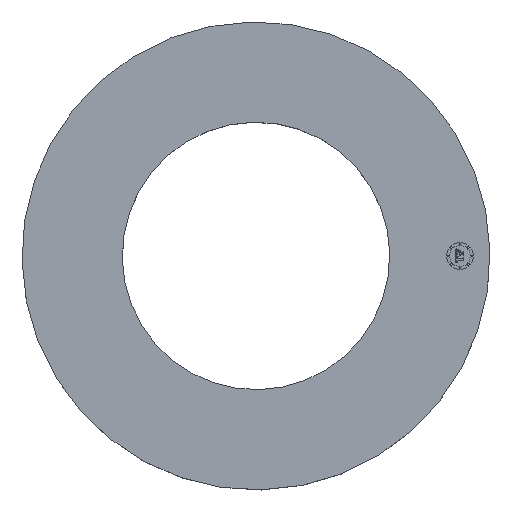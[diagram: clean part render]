
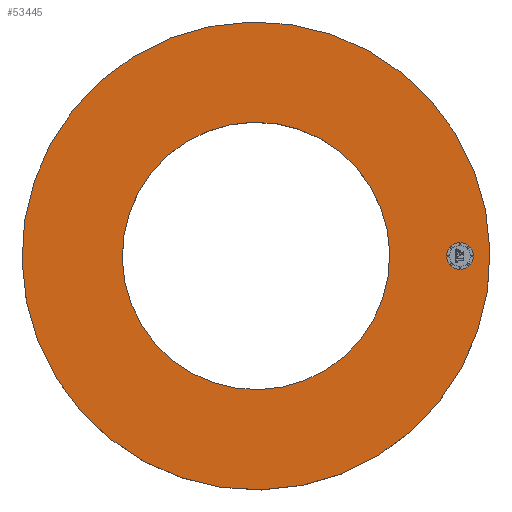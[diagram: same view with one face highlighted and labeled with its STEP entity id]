
A CAD part, top view. The second image highlights one B-rep face of the part: STEP entity #53445.
In plain terms, the highlighted planar face has unit normal (0, 0, 1).
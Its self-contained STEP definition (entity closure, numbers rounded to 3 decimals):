
#4131=AXIS2_PLACEMENT_3D('Circle Axis2P3D',#4129,#4130,$) ;
#4150=AXIS2_PLACEMENT_3D('Circle Axis2P3D',#4148,#4149,$) ;
#6218=AXIS2_PLACEMENT_3D('Circle Axis2P3D',#6216,#6217,$) ;
#6244=AXIS2_PLACEMENT_3D('Circle Axis2P3D',#6242,#6243,$) ;
#53417=AXIS2_PLACEMENT_3D('Plane Axis2P3D',#53414,#53415,#53416) ;
#53429=AXIS2_PLACEMENT_3D('Circle Axis2P3D',#53427,#53428,$) ;
#53438=AXIS2_PLACEMENT_3D('Circle Axis2P3D',#53436,#53437,$) ;
#4126=CARTESIAN_POINT('Vertex',(-4.195,-7.679,2.12)) ;
#4129=CARTESIAN_POINT('Axis2P3D Location',(0.,0.,2.12)) ;
#4133=CARTESIAN_POINT('Vertex',(4.195,7.679,2.12)) ;
#4148=CARTESIAN_POINT('Axis2P3D Location',(0.,0.,2.12)) ;
#6216=CARTESIAN_POINT('Axis2P3D Location',(0.,0.,2.12)) ;
#6220=CARTESIAN_POINT('Vertex',(2.397,4.388,2.12)) ;
#6222=CARTESIAN_POINT('Vertex',(-2.397,-4.388,2.12)) ;
#6242=CARTESIAN_POINT('Axis2P3D Location',(0.,0.,2.12)) ;
#53414=CARTESIAN_POINT('Axis2P3D Location',(0.,5.,2.12)) ;
#53427=CARTESIAN_POINT('Axis2P3D Location',(7.625,0.,2.12)) ;
#53431=CARTESIAN_POINT('Vertex',(7.625,-0.5,2.12)) ;
#53433=CARTESIAN_POINT('Vertex',(7.625,0.5,2.12)) ;
#53436=CARTESIAN_POINT('Axis2P3D Location',(7.625,0.,2.12)) ;
#4130=DIRECTION('Axis2P3D Direction',(0.,0.,-0.039)) ;
#4149=DIRECTION('Axis2P3D Direction',(0.,0.,-0.039)) ;
#6217=DIRECTION('Axis2P3D Direction',(0.,0.,-0.039)) ;
#6243=DIRECTION('Axis2P3D Direction',(0.,0.,-0.039)) ;
#53415=DIRECTION('Axis2P3D Direction',(0.,0.,-0.039)) ;
#53416=DIRECTION('Axis2P3D XDirection',(0.039,0.,0.)) ;
#53428=DIRECTION('Axis2P3D Direction',(0.,0.,-0.039)) ;
#53437=DIRECTION('Axis2P3D Direction',(0.,0.,-0.039)) ;
#53420=ORIENTED_EDGE('',*,*,#4152,.F.) ;
#53421=ORIENTED_EDGE('',*,*,#4135,.F.) ;
#53424=ORIENTED_EDGE('',*,*,#6246,.T.) ;
#53425=ORIENTED_EDGE('',*,*,#6224,.T.) ;
#53442=ORIENTED_EDGE('',*,*,#53435,.F.) ;
#53443=ORIENTED_EDGE('',*,*,#53440,.F.) ;
#53426=FACE_BOUND('',#53423,.T.) ;
#53444=FACE_BOUND('',#53441,.T.) ;
#53445=ADVANCED_FACE('PartBody',(#53422,#53426,#53444),#53418,.F.) ;
#4132=CIRCLE('generated circle',#4131,8.75) ;
#4151=CIRCLE('generated circle',#4150,8.75) ;
#6219=CIRCLE('generated circle',#6218,5.) ;
#6245=CIRCLE('generated circle',#6244,5.) ;
#53430=CIRCLE('generated circle',#53429,0.5) ;
#53439=CIRCLE('generated circle',#53438,0.5) ;
#4135=EDGE_CURVE('',#4127,#4134,#4132,.T.) ;
#4152=EDGE_CURVE('',#4134,#4127,#4151,.T.) ;
#6224=EDGE_CURVE('',#6221,#6223,#6219,.T.) ;
#6246=EDGE_CURVE('',#6223,#6221,#6245,.T.) ;
#53435=EDGE_CURVE('',#53432,#53434,#53430,.F.) ;
#53440=EDGE_CURVE('',#53434,#53432,#53439,.F.) ;
#53419=EDGE_LOOP('',(#53420,#53421)) ;
#53423=EDGE_LOOP('',(#53424,#53425)) ;
#53441=EDGE_LOOP('',(#53442,#53443)) ;
#53422=FACE_OUTER_BOUND('',#53419,.T.) ;
#53418=PLANE('',#53417) ;
#4127=VERTEX_POINT('',#4126) ;
#4134=VERTEX_POINT('',#4133) ;
#6221=VERTEX_POINT('',#6220) ;
#6223=VERTEX_POINT('',#6222) ;
#53432=VERTEX_POINT('',#53431) ;
#53434=VERTEX_POINT('',#53433) ;
